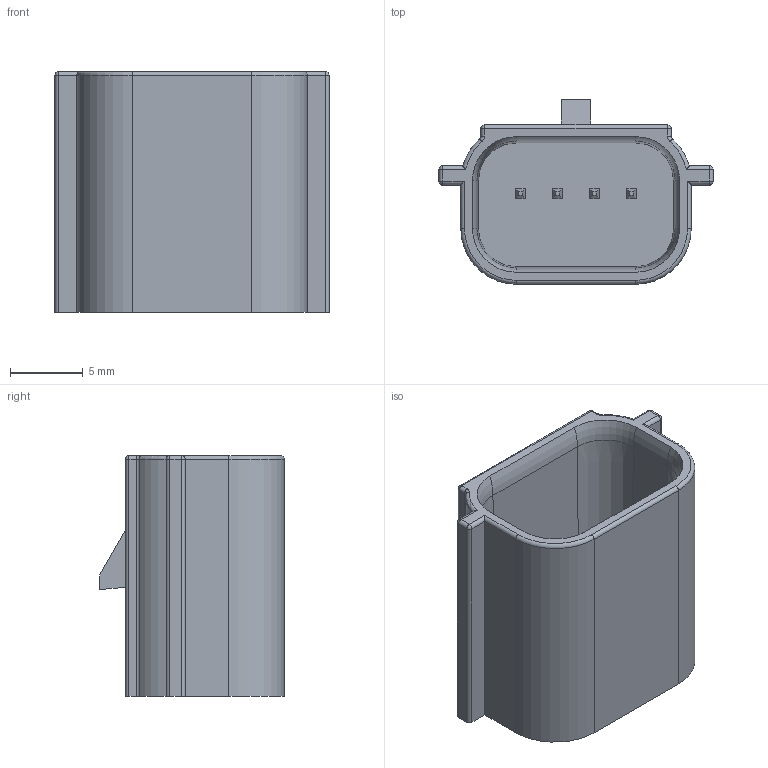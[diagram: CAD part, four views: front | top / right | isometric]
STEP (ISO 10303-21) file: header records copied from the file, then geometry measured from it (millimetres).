
FILE_DESCRIPTION(('CoCreate Modeling STEP Export'),'2;1');
FILE_NAME('064-S-004-1-A02.step','2014-08-29T11:09:45',(''),(''),'CoCreate Modeling STEP processor for AP214 (Solid Model)','CoCreate Modeling 17.0B 09-Oct-2010 (C) Parametric Technology GmbH','');
FILE_SCHEMA(('AUTOMOTIVE_DESIGN { 1 0 10303 214 1 1 1 1 }'));
Length unit declared in the file: millimetre
Products named in the file (2): 064-S-004-1-A02
Assembly tree (1 placements, depth 2):
  064-S-004-1-A02
    064-S-004-1-A02
Bounding box: 18.79 x 12.65 x 16.5 mm (x, y, z)
Volume: 1237.5 mm3; surface area: 1829.9 mm2
Topology: 1 solids, 1 shells, 108 faces, 252 edges, 146 vertices
Faces by surface type: plane 60, cylinder 28, torus 10, sphere 6, cone 4
Entity records: 3047 total; most frequent: CARTESIAN_POINT 538, DIRECTION 536, ORIENTED_EDGE 492, EDGE_CURVE 246, AXIS2_PLACEMENT_3D 182, VECTOR 172, LINE 172, VERTEX_POINT 146
